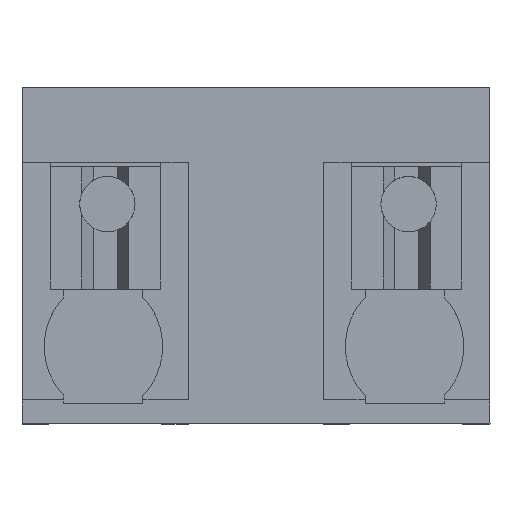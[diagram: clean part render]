
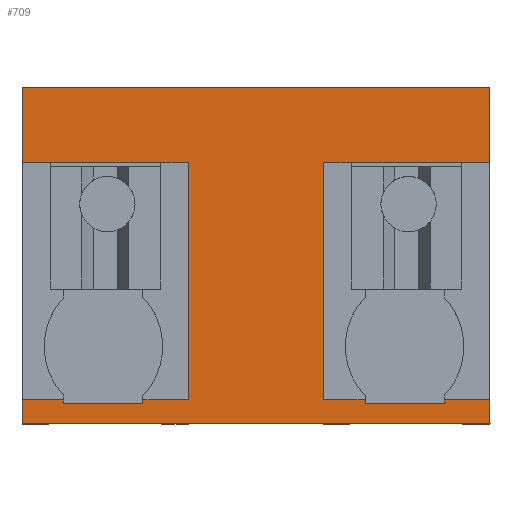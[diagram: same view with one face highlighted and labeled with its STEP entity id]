
A CAD part, top view. The second image highlights one B-rep face of the part: STEP entity #709.
In plain terms, the highlighted planar face has unit normal (0, 0, 1).
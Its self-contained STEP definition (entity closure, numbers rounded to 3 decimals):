
#538=AXIS2_PLACEMENT_3D('Plane Axis2P3D',#535,#536,#537) ;
#77=CARTESIAN_POINT('Vertex',(0.,0.,15.2)) ;
#80=CARTESIAN_POINT('Line Origine',(0.,0.3,15.2)) ;
#84=CARTESIAN_POINT('Vertex',(0.,0.6,15.2)) ;
#105=CARTESIAN_POINT('Vertex',(0.,6.6,15.2)) ;
#108=CARTESIAN_POINT('Line Origine',(0.,7.55,15.2)) ;
#112=CARTESIAN_POINT('Vertex',(0.,8.5,15.2)) ;
#419=CARTESIAN_POINT('Line Origine',(5.92,0.,15.2)) ;
#423=CARTESIAN_POINT('Vertex',(11.84,0.,15.2)) ;
#535=CARTESIAN_POINT('Axis2P3D Location',(-7.62,0.,15.2)) ;
#540=CARTESIAN_POINT('Line Origine',(5.92,8.5,15.2)) ;
#544=CARTESIAN_POINT('Vertex',(11.84,8.5,15.2)) ;
#547=CARTESIAN_POINT('Line Origine',(0.355,6.6,15.2)) ;
#551=CARTESIAN_POINT('Vertex',(0.71,6.6,15.2)) ;
#554=CARTESIAN_POINT('Line Origine',(2.11,6.6,15.2)) ;
#558=CARTESIAN_POINT('Vertex',(3.51,6.6,15.2)) ;
#561=CARTESIAN_POINT('Line Origine',(3.86,6.6,15.2)) ;
#565=CARTESIAN_POINT('Vertex',(4.21,6.6,15.2)) ;
#568=CARTESIAN_POINT('Line Origine',(4.21,3.6,15.2)) ;
#572=CARTESIAN_POINT('Vertex',(4.21,0.6,15.2)) ;
#575=CARTESIAN_POINT('Line Origine',(3.635,0.6,15.2)) ;
#579=CARTESIAN_POINT('Vertex',(3.06,0.6,15.2)) ;
#582=CARTESIAN_POINT('Line Origine',(3.06,0.55,15.2)) ;
#586=CARTESIAN_POINT('Vertex',(3.06,0.5,15.2)) ;
#589=CARTESIAN_POINT('Line Origine',(2.06,0.5,15.2)) ;
#593=CARTESIAN_POINT('Vertex',(1.06,0.5,15.2)) ;
#596=CARTESIAN_POINT('Line Origine',(1.06,0.55,15.2)) ;
#600=CARTESIAN_POINT('Vertex',(1.06,0.6,15.2)) ;
#603=CARTESIAN_POINT('Line Origine',(0.53,0.6,15.2)) ;
#608=CARTESIAN_POINT('Line Origine',(11.84,0.3,15.2)) ;
#612=CARTESIAN_POINT('Vertex',(11.84,0.6,15.2)) ;
#615=CARTESIAN_POINT('Line Origine',(11.26,0.6,15.2)) ;
#619=CARTESIAN_POINT('Vertex',(10.68,0.6,15.2)) ;
#622=CARTESIAN_POINT('Line Origine',(10.68,0.55,15.2)) ;
#626=CARTESIAN_POINT('Vertex',(10.68,0.5,15.2)) ;
#629=CARTESIAN_POINT('Line Origine',(9.68,0.5,15.2)) ;
#633=CARTESIAN_POINT('Vertex',(8.68,0.5,15.2)) ;
#636=CARTESIAN_POINT('Line Origine',(8.68,0.55,15.2)) ;
#640=CARTESIAN_POINT('Vertex',(8.68,0.6,15.2)) ;
#643=CARTESIAN_POINT('Line Origine',(8.155,0.6,15.2)) ;
#647=CARTESIAN_POINT('Vertex',(7.63,0.6,15.2)) ;
#650=CARTESIAN_POINT('Line Origine',(7.63,3.6,15.2)) ;
#654=CARTESIAN_POINT('Vertex',(7.63,6.6,15.2)) ;
#657=CARTESIAN_POINT('Line Origine',(7.98,6.6,15.2)) ;
#661=CARTESIAN_POINT('Vertex',(8.33,6.6,15.2)) ;
#664=CARTESIAN_POINT('Line Origine',(9.73,6.6,15.2)) ;
#668=CARTESIAN_POINT('Vertex',(11.13,6.6,15.2)) ;
#671=CARTESIAN_POINT('Line Origine',(11.485,6.6,15.2)) ;
#675=CARTESIAN_POINT('Vertex',(11.84,6.6,15.2)) ;
#678=CARTESIAN_POINT('Line Origine',(11.84,7.55,15.2)) ;
#81=DIRECTION('Vector Direction',(0.,1.,0.)) ;
#109=DIRECTION('Vector Direction',(0.,1.,0.)) ;
#420=DIRECTION('Vector Direction',(1.,0.,0.)) ;
#536=DIRECTION('Axis2P3D Direction',(0.,0.,-1.)) ;
#537=DIRECTION('Axis2P3D XDirection',(0.,1.,0.)) ;
#541=DIRECTION('Vector Direction',(1.,0.,0.)) ;
#548=DIRECTION('Vector Direction',(1.,0.,0.)) ;
#555=DIRECTION('Vector Direction',(1.,0.,0.)) ;
#562=DIRECTION('Vector Direction',(1.,0.,0.)) ;
#569=DIRECTION('Vector Direction',(0.,-1.,0.)) ;
#576=DIRECTION('Vector Direction',(1.,0.,0.)) ;
#583=DIRECTION('Vector Direction',(0.,1.,0.)) ;
#590=DIRECTION('Vector Direction',(1.,0.,0.)) ;
#597=DIRECTION('Vector Direction',(0.,1.,0.)) ;
#604=DIRECTION('Vector Direction',(1.,0.,0.)) ;
#609=DIRECTION('Vector Direction',(0.,1.,0.)) ;
#616=DIRECTION('Vector Direction',(1.,0.,0.)) ;
#623=DIRECTION('Vector Direction',(0.,1.,0.)) ;
#630=DIRECTION('Vector Direction',(1.,0.,0.)) ;
#637=DIRECTION('Vector Direction',(0.,1.,0.)) ;
#644=DIRECTION('Vector Direction',(1.,0.,0.)) ;
#651=DIRECTION('Vector Direction',(0.,-1.,0.)) ;
#658=DIRECTION('Vector Direction',(1.,0.,0.)) ;
#665=DIRECTION('Vector Direction',(1.,0.,0.)) ;
#672=DIRECTION('Vector Direction',(1.,0.,0.)) ;
#679=DIRECTION('Vector Direction',(0.,1.,0.)) ;
#82=VECTOR('Line Direction',#81,1.) ;
#110=VECTOR('Line Direction',#109,1.) ;
#421=VECTOR('Line Direction',#420,1.) ;
#542=VECTOR('Line Direction',#541,1.) ;
#549=VECTOR('Line Direction',#548,1.) ;
#556=VECTOR('Line Direction',#555,1.) ;
#563=VECTOR('Line Direction',#562,1.) ;
#570=VECTOR('Line Direction',#569,1.) ;
#577=VECTOR('Line Direction',#576,1.) ;
#584=VECTOR('Line Direction',#583,1.) ;
#591=VECTOR('Line Direction',#590,1.) ;
#598=VECTOR('Line Direction',#597,1.) ;
#605=VECTOR('Line Direction',#604,1.) ;
#610=VECTOR('Line Direction',#609,1.) ;
#617=VECTOR('Line Direction',#616,1.) ;
#624=VECTOR('Line Direction',#623,1.) ;
#631=VECTOR('Line Direction',#630,1.) ;
#638=VECTOR('Line Direction',#637,1.) ;
#645=VECTOR('Line Direction',#644,1.) ;
#652=VECTOR('Line Direction',#651,1.) ;
#659=VECTOR('Line Direction',#658,1.) ;
#666=VECTOR('Line Direction',#665,1.) ;
#673=VECTOR('Line Direction',#672,1.) ;
#680=VECTOR('Line Direction',#679,1.) ;
#684=ORIENTED_EDGE('',*,*,#546,.F.) ;
#685=ORIENTED_EDGE('',*,*,#114,.F.) ;
#686=ORIENTED_EDGE('',*,*,#553,.T.) ;
#687=ORIENTED_EDGE('',*,*,#560,.T.) ;
#688=ORIENTED_EDGE('',*,*,#567,.T.) ;
#689=ORIENTED_EDGE('',*,*,#574,.T.) ;
#690=ORIENTED_EDGE('',*,*,#581,.F.) ;
#691=ORIENTED_EDGE('',*,*,#588,.F.) ;
#692=ORIENTED_EDGE('',*,*,#595,.F.) ;
#693=ORIENTED_EDGE('',*,*,#602,.T.) ;
#694=ORIENTED_EDGE('',*,*,#607,.F.) ;
#695=ORIENTED_EDGE('',*,*,#86,.F.) ;
#696=ORIENTED_EDGE('',*,*,#425,.T.) ;
#697=ORIENTED_EDGE('',*,*,#614,.T.) ;
#698=ORIENTED_EDGE('',*,*,#621,.F.) ;
#699=ORIENTED_EDGE('',*,*,#628,.F.) ;
#700=ORIENTED_EDGE('',*,*,#635,.F.) ;
#701=ORIENTED_EDGE('',*,*,#642,.T.) ;
#702=ORIENTED_EDGE('',*,*,#649,.F.) ;
#703=ORIENTED_EDGE('',*,*,#656,.T.) ;
#704=ORIENTED_EDGE('',*,*,#663,.T.) ;
#705=ORIENTED_EDGE('',*,*,#670,.T.) ;
#706=ORIENTED_EDGE('',*,*,#677,.T.) ;
#707=ORIENTED_EDGE('',*,*,#682,.T.) ;
#709=ADVANCED_FACE('HOUSING',(#708),#539,.F.) ;
#86=EDGE_CURVE('',#78,#85,#83,.T.) ;
#114=EDGE_CURVE('',#106,#113,#111,.T.) ;
#425=EDGE_CURVE('',#78,#424,#422,.T.) ;
#546=EDGE_CURVE('',#113,#545,#543,.T.) ;
#553=EDGE_CURVE('',#106,#552,#550,.T.) ;
#560=EDGE_CURVE('',#552,#559,#557,.T.) ;
#567=EDGE_CURVE('',#559,#566,#564,.T.) ;
#574=EDGE_CURVE('',#566,#573,#571,.T.) ;
#581=EDGE_CURVE('',#580,#573,#578,.T.) ;
#588=EDGE_CURVE('',#587,#580,#585,.T.) ;
#595=EDGE_CURVE('',#594,#587,#592,.T.) ;
#602=EDGE_CURVE('',#594,#601,#599,.T.) ;
#607=EDGE_CURVE('',#85,#601,#606,.T.) ;
#614=EDGE_CURVE('',#424,#613,#611,.T.) ;
#621=EDGE_CURVE('',#620,#613,#618,.T.) ;
#628=EDGE_CURVE('',#627,#620,#625,.T.) ;
#635=EDGE_CURVE('',#634,#627,#632,.T.) ;
#642=EDGE_CURVE('',#634,#641,#639,.T.) ;
#649=EDGE_CURVE('',#648,#641,#646,.T.) ;
#656=EDGE_CURVE('',#648,#655,#653,.F.) ;
#663=EDGE_CURVE('',#655,#662,#660,.T.) ;
#670=EDGE_CURVE('',#662,#669,#667,.T.) ;
#677=EDGE_CURVE('',#669,#676,#674,.T.) ;
#682=EDGE_CURVE('',#676,#545,#681,.T.) ;
#683=EDGE_LOOP('',(#684,#685,#686,#687,#688,#689,#690,#691,#692,#693,#694,#695,#696,#697,#698,#699,#700,#701,#702,#703,#704,#705,#706,#707)) ;
#708=FACE_OUTER_BOUND('',#683,.T.) ;
#83=LINE('Line',#80,#82) ;
#111=LINE('Line',#108,#110) ;
#422=LINE('Line',#419,#421) ;
#543=LINE('Line',#540,#542) ;
#550=LINE('Line',#547,#549) ;
#557=LINE('Line',#554,#556) ;
#564=LINE('Line',#561,#563) ;
#571=LINE('Line',#568,#570) ;
#578=LINE('Line',#575,#577) ;
#585=LINE('Line',#582,#584) ;
#592=LINE('Line',#589,#591) ;
#599=LINE('Line',#596,#598) ;
#606=LINE('Line',#603,#605) ;
#611=LINE('Line',#608,#610) ;
#618=LINE('Line',#615,#617) ;
#625=LINE('Line',#622,#624) ;
#632=LINE('Line',#629,#631) ;
#639=LINE('Line',#636,#638) ;
#646=LINE('Line',#643,#645) ;
#653=LINE('Line',#650,#652) ;
#660=LINE('Line',#657,#659) ;
#667=LINE('Line',#664,#666) ;
#674=LINE('Line',#671,#673) ;
#681=LINE('Line',#678,#680) ;
#539=PLANE('',#538) ;
#78=VERTEX_POINT('',#77) ;
#85=VERTEX_POINT('',#84) ;
#106=VERTEX_POINT('',#105) ;
#113=VERTEX_POINT('',#112) ;
#424=VERTEX_POINT('',#423) ;
#545=VERTEX_POINT('',#544) ;
#552=VERTEX_POINT('',#551) ;
#559=VERTEX_POINT('',#558) ;
#566=VERTEX_POINT('',#565) ;
#573=VERTEX_POINT('',#572) ;
#580=VERTEX_POINT('',#579) ;
#587=VERTEX_POINT('',#586) ;
#594=VERTEX_POINT('',#593) ;
#601=VERTEX_POINT('',#600) ;
#613=VERTEX_POINT('',#612) ;
#620=VERTEX_POINT('',#619) ;
#627=VERTEX_POINT('',#626) ;
#634=VERTEX_POINT('',#633) ;
#641=VERTEX_POINT('',#640) ;
#648=VERTEX_POINT('',#647) ;
#655=VERTEX_POINT('',#654) ;
#662=VERTEX_POINT('',#661) ;
#669=VERTEX_POINT('',#668) ;
#676=VERTEX_POINT('',#675) ;
